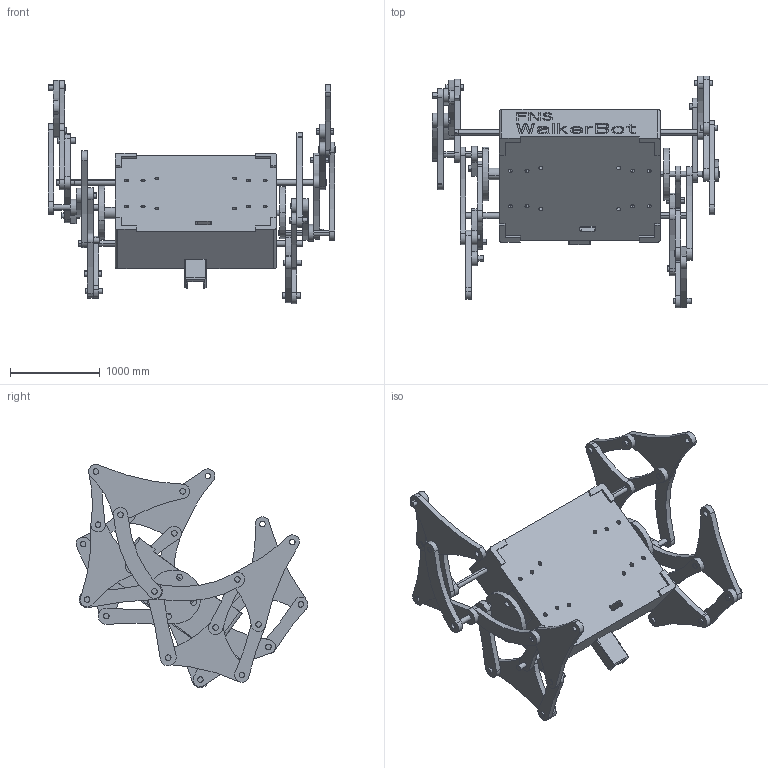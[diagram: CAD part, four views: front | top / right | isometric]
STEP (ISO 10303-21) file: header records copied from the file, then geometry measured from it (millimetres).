
FILE_DESCRIPTION((''),'2;1');
FILE_NAME('CHASSISASSEMBLY_ASM','2015-12-12T',('Farhan'),(''),'PRO/ENGINEER BY PARAMETRIC TECHNOLOGY CORPORATION, 2014090','PRO/ENGINEER BY PARAMETRIC TECHNOLOGY CORPORATION, 2014090','');
FILE_SCHEMA(('CONFIG_CONTROL_DESIGN'));
Length unit declared in the file: centimetre
Products named in the file (17): MASSIVECHASSIS; MECHA_MOTOR_HOLDER; MOTOR; ARDAHOLDER; ROD; CRANKMOTORCONNECT; SMALLDEL; RODSMALL; CLINK; FLINK; LARGEDEL; CRANKCONNECTOR; RODMEDIUM; JLINK; KLINK; BREADTOP2; CHASSISASSEMBLY_ASM
Assembly tree (56 placements, depth 2):
  CHASSISASSEMBLY_ASM
    MASSIVECHASSIS
    MECHA_MOTOR_HOLDER  x2
    MOTOR  x2
    ARDAHOLDER
    ROD  x4
    CRANKMOTORCONNECT
    SMALLDEL  x4
    RODSMALL  x17
    CLINK  x6
    FLINK  x2
    LARGEDEL  x4
    CRANKCONNECTOR
    RODMEDIUM  x2
    JLINK  x4
    KLINK  x4
    BREADTOP2
Bounding box: 3216.38 x 2590.69 x 2493.99 mm (x, y, z)
Volume: 987634425.5 mm3; surface area: 36835075.6 mm2
Topology: 56 solids, 56 shells, 1192 faces, 4228 edges, 3402 vertices
Faces by surface type: plane 643, cylinder 443, extrusion 72, torus 22, cone 8, bspline 2, sphere 2
Entity records: 31537 total; most frequent: CARTESIAN_POINT 5849, DIRECTION 5332, ORIENTED_EDGE 4334, VECTOR 2278, LINE 2260, EDGE_CURVE 2167, AXIS2_PLACEMENT_3D 1527, VERTEX_POINT 1434
